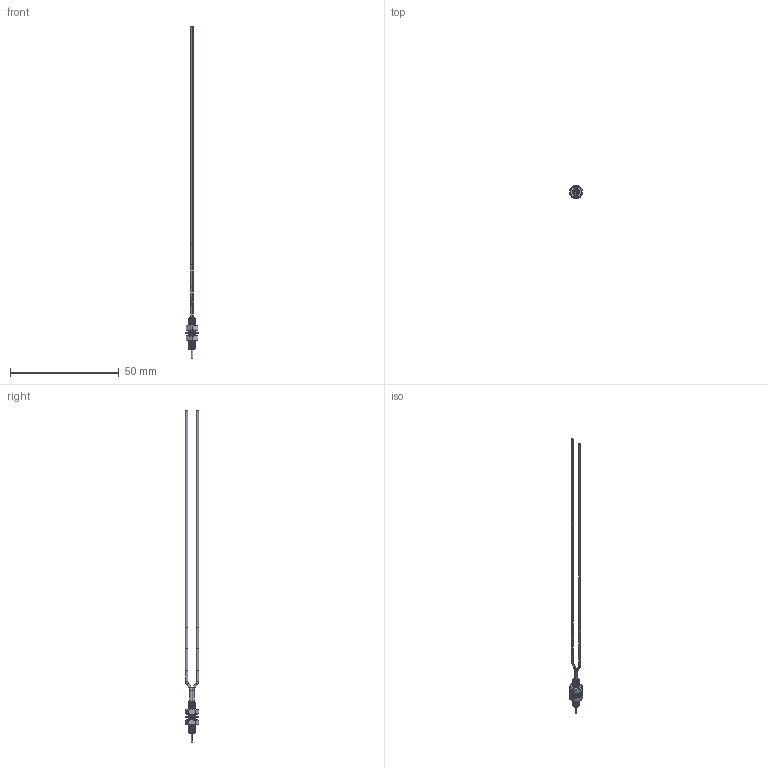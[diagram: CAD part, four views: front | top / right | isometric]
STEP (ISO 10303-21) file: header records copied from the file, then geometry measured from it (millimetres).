
FILE_DESCRIPTION((''),'2;1');
FILE_NAME('194030_ASM','2016-04-01T',('PDMAdmin'),(''),'PRO/ENGINEER BY PARAMETRIC TECHNOLOGY CORPORATION, 2013230','PRO/ENGINEER BY PARAMETRIC TECHNOLOGY CORPORATION, 2013230','');
FILE_SCHEMA(('CONFIG_CONTROL_DESIGN'));
Length unit declared in the file: inch
Products named in the file (9): 39107; 39123_48009; FIBER_CORE_-25_010; 30800_CURVED; 30800; 39254; 39253; 48009_ASM; 194030_ASM
Assembly tree (12 placements, depth 3):
  194030_ASM
    48009_ASM
      39107
      39123_48009
      FIBER_CORE_-25_010  x2
      30800_CURVED  x2
      30800  x2
      39254
      39253  x2
Bounding box: 6 x 6.35 x 152.91 mm (x, y, z)
Volume: 370.2 mm3; surface area: 1725.5 mm2
Topology: 11 solids, 15 shells, 243 faces, 592 edges, 372 vertices
Faces by surface type: cylinder 136, plane 51, bspline 26, torus 16, cone 14
Entity records: 12637 total; most frequent: CARTESIAN_POINT 8110, ORIENTED_EDGE 944, DIRECTION 839, EDGE_CURVE 476, AXIS2_PLACEMENT_3D 326, VERTEX_POINT 304, EDGE_LOOP 198, VECTOR 187
